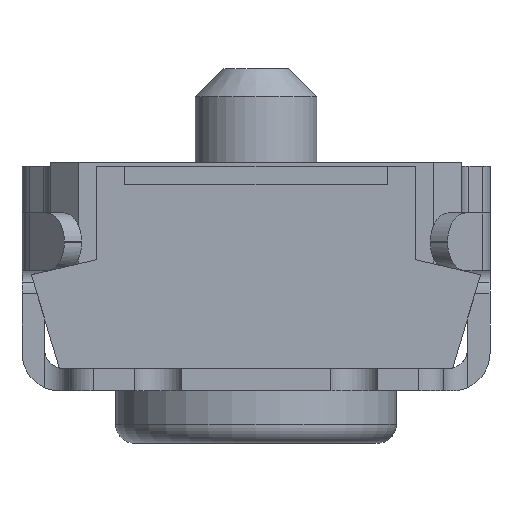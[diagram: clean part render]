
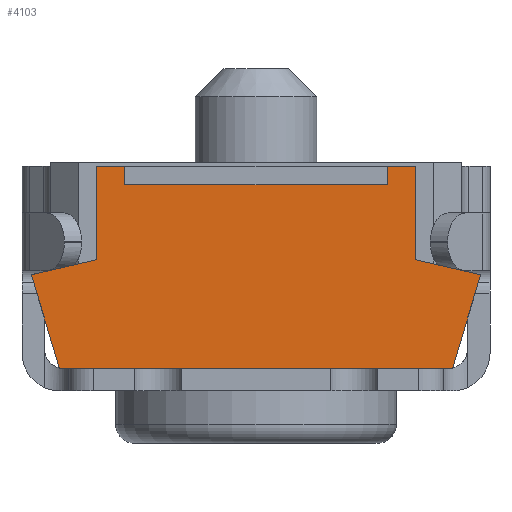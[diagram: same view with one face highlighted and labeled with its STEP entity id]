
A CAD part, left-side view. The second image highlights one B-rep face of the part: STEP entity #4103.
In plain terms, the highlighted planar face has unit normal (-1, 0, 0).
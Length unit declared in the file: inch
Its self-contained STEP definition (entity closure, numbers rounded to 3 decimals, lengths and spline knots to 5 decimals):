
#128=PLANE('',#4353);
#282=LINE('',#6003,#744);
#284=LINE('',#6009,#746);
#290=LINE('',#6019,#752);
#291=LINE('',#6022,#753);
#292=LINE('',#6024,#754);
#293=LINE('',#6026,#755);
#294=LINE('',#6028,#756);
#295=LINE('',#6030,#757);
#296=LINE('',#6032,#758);
#297=LINE('',#6034,#759);
#298=LINE('',#6036,#760);
#299=LINE('',#6037,#761);
#744=VECTOR('',#4785,0.3937);
#746=VECTOR('',#4789,0.3937);
#752=VECTOR('',#4801,0.3937);
#753=VECTOR('',#4804,0.3937);
#754=VECTOR('',#4805,0.3937);
#755=VECTOR('',#4806,0.3937);
#756=VECTOR('',#4807,0.3937);
#757=VECTOR('',#4808,0.3937);
#758=VECTOR('',#4809,0.3937);
#759=VECTOR('',#4810,0.3937);
#760=VECTOR('',#4811,0.3937);
#761=VECTOR('',#4812,0.3937);
#1202=FACE_OUTER_BOUND('',#1420,.T.);
#1420=EDGE_LOOP('',(#2903,#2904,#2905,#2906,#2907,#2908,#2909,#2910,#2911,
#2912,#2913,#2914));
#1802=VERTEX_POINT('',#5996);
#1805=VERTEX_POINT('',#6001);
#1807=VERTEX_POINT('',#6006);
#1808=VERTEX_POINT('',#6008);
#1810=VERTEX_POINT('',#6021);
#1811=VERTEX_POINT('',#6023);
#1812=VERTEX_POINT('',#6025);
#1813=VERTEX_POINT('',#6027);
#1814=VERTEX_POINT('',#6029);
#1815=VERTEX_POINT('',#6031);
#1816=VERTEX_POINT('',#6033);
#1817=VERTEX_POINT('',#6035);
#2230=EDGE_CURVE('',#1802,#1805,#282,.T.);
#2232=EDGE_CURVE('',#1808,#1807,#284,.T.);
#2238=EDGE_CURVE('',#1807,#1802,#290,.T.);
#2239=EDGE_CURVE('',#1805,#1810,#291,.T.);
#2240=EDGE_CURVE('',#1810,#1811,#292,.T.);
#2241=EDGE_CURVE('',#1811,#1812,#293,.T.);
#2242=EDGE_CURVE('',#1812,#1813,#294,.T.);
#2243=EDGE_CURVE('',#1813,#1814,#295,.T.);
#2244=EDGE_CURVE('',#1814,#1815,#296,.T.);
#2245=EDGE_CURVE('',#1815,#1816,#297,.T.);
#2246=EDGE_CURVE('',#1816,#1817,#298,.T.);
#2247=EDGE_CURVE('',#1817,#1808,#299,.T.);
#2903=ORIENTED_EDGE('',*,*,#2232,.T.);
#2904=ORIENTED_EDGE('',*,*,#2238,.T.);
#2905=ORIENTED_EDGE('',*,*,#2230,.T.);
#2906=ORIENTED_EDGE('',*,*,#2239,.T.);
#2907=ORIENTED_EDGE('',*,*,#2240,.T.);
#2908=ORIENTED_EDGE('',*,*,#2241,.T.);
#2909=ORIENTED_EDGE('',*,*,#2242,.T.);
#2910=ORIENTED_EDGE('',*,*,#2243,.T.);
#2911=ORIENTED_EDGE('',*,*,#2244,.T.);
#2912=ORIENTED_EDGE('',*,*,#2245,.T.);
#2913=ORIENTED_EDGE('',*,*,#2246,.T.);
#2914=ORIENTED_EDGE('',*,*,#2247,.T.);
#4103=ADVANCED_FACE('',(#1202),#128,.T.);
#4353=AXIS2_PLACEMENT_3D('',#6020,#4802,#4803);
#4785=DIRECTION('',(0.,0.,1.));
#4789=DIRECTION('',(0.,0.,-1.));
#4801=DIRECTION('',(0.,1.,0.));
#4802=DIRECTION('center_axis',(-1.,0.,0.));
#4803=DIRECTION('ref_axis',(0.,1.,0.));
#4804=DIRECTION('',(0.,1.,0.));
#4805=DIRECTION('',(0.,0.,-1.));
#4806=DIRECTION('',(0.,0.975,-0.223));
#4807=DIRECTION('',(0.,-0.287,-0.958));
#4808=DIRECTION('',(0.,-1.,0.));
#4809=DIRECTION('',(0.,-0.287,0.958));
#4810=DIRECTION('',(0.,0.975,0.223));
#4811=DIRECTION('',(0.,0.,1.));
#4812=DIRECTION('',(0.,1.,0.));
#5996=CARTESIAN_POINT('',(-0.39291,0.02382,0.00604));
#6001=CARTESIAN_POINT('',(-0.39291,0.02382,0.00997));
#6003=CARTESIAN_POINT('',(-0.39291,0.02382,-0.00262));
#6006=CARTESIAN_POINT('',(-0.39291,-0.0313,0.00604));
#6008=CARTESIAN_POINT('',(-0.39291,-0.0313,0.00997));
#6009=CARTESIAN_POINT('',(-0.39291,-0.0313,-0.00262));
#6019=CARTESIAN_POINT('',(-0.39291,-0.00374,0.00604));
#6020=CARTESIAN_POINT('Origin',(-0.39291,-0.00374,-0.01129));
#6021=CARTESIAN_POINT('',(-0.39291,0.02972,0.00997));
#6022=CARTESIAN_POINT('',(-0.39291,-0.0372,0.00997));
#6023=CARTESIAN_POINT('',(-0.39291,0.02972,-0.00971));
#6024=CARTESIAN_POINT('',(-0.39291,0.02972,0.00997));
#6025=CARTESIAN_POINT('',(-0.39291,0.0435,-0.01286));
#6026=CARTESIAN_POINT('',(-0.39291,0.02972,-0.00971));
#6027=CARTESIAN_POINT('',(-0.39291,0.0376,-0.03255));
#6028=CARTESIAN_POINT('',(-0.39291,0.0435,-0.01286));
#6029=CARTESIAN_POINT('',(-0.39291,-0.04508,-0.03255));
#6030=CARTESIAN_POINT('',(-0.39291,0.0376,-0.03255));
#6031=CARTESIAN_POINT('',(-0.39291,-0.05098,-0.01286));
#6032=CARTESIAN_POINT('',(-0.39291,-0.04508,-0.03255));
#6033=CARTESIAN_POINT('',(-0.39291,-0.0372,-0.00971));
#6034=CARTESIAN_POINT('',(-0.39291,-0.05098,-0.01286));
#6035=CARTESIAN_POINT('',(-0.39291,-0.0372,0.00997));
#6036=CARTESIAN_POINT('',(-0.39291,-0.0372,-0.00971));
#6037=CARTESIAN_POINT('',(-0.39291,-0.0372,0.00997));
